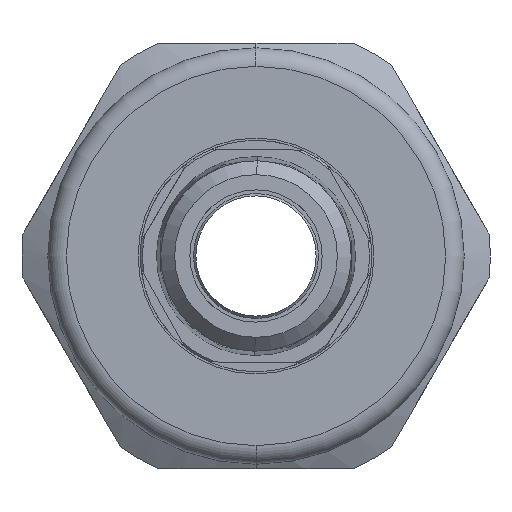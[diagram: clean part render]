
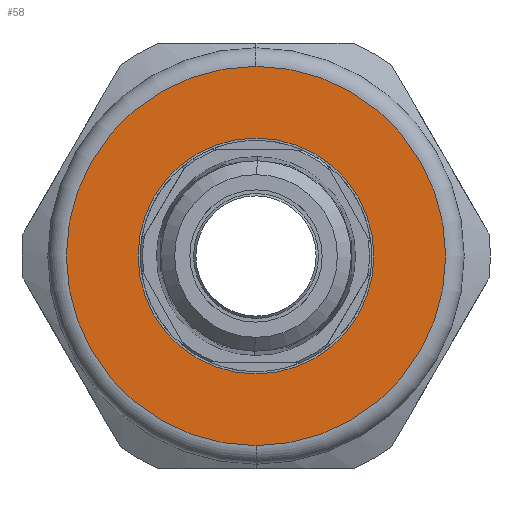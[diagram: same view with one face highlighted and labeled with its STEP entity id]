
A CAD part, left-side view. The second image highlights one B-rep face of the part: STEP entity #58.
In plain terms, the highlighted planar face has unit normal (-1, 0, 0).
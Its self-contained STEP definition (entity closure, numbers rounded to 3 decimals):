
#49 = VERTEX_POINT ( 'NONE', #2940 ) ;
#58 = ADVANCED_FACE ( 'NONE', ( #990, #544 ), #1040, .T. ) ;
#99 = ORIENTED_EDGE ( 'NONE', *, *, #2121, .T. ) ;
#187 = DIRECTION ( 'NONE',  ( 1., 0., 0. ) ) ;
#337 = CARTESIAN_POINT ( 'NONE',  ( -6.12, 0., 0. ) ) ;
#417 = CARTESIAN_POINT ( 'NONE',  ( -6.12, 0., -12.75 ) ) ;
#457 = CIRCLE ( 'NONE', #3074, 12.75 ) ;
#465 = CARTESIAN_POINT ( 'NONE',  ( -6.12, 0., 0. ) ) ;
#544 = FACE_OUTER_BOUND ( 'NONE', #2361, .T. ) ;
#553 = DIRECTION ( 'NONE',  ( -1., 0., 0. ) ) ;
#627 = CARTESIAN_POINT ( 'NONE',  ( -6.12, 0., 0. ) ) ;
#704 = DIRECTION ( 'NONE',  ( 1., 0., 0. ) ) ;
#973 = CIRCLE ( 'NONE', #1301, 12.75 ) ;
#990 = FACE_BOUND ( 'NONE', #2731, .T. ) ;
#1008 = DIRECTION ( 'NONE',  ( 0., 0., 1. ) ) ;
#1040 = PLANE ( 'NONE',  #3087 ) ;
#1144 = VERTEX_POINT ( 'NONE', #417 ) ;
#1217 = AXIS2_PLACEMENT_3D ( 'NONE', #627, #187, #1819 ) ;
#1254 = ORIENTED_EDGE ( 'NONE', *, *, #3066, .F. ) ;
#1263 = DIRECTION ( 'NONE',  ( 1., 0., 0. ) ) ;
#1301 = AXIS2_PLACEMENT_3D ( 'NONE', #2408, #1263, #1959 ) ;
#1695 = EDGE_CURVE ( 'NONE', #2442, #49, #2728, .T. ) ;
#1787 = DIRECTION ( 'NONE',  ( 0., 0., -1. ) ) ;
#1819 = DIRECTION ( 'NONE',  ( 0., 0., -1. ) ) ;
#1910 = AXIS2_PLACEMENT_3D ( 'NONE', #3020, #2744, #1787 ) ;
#1955 = CARTESIAN_POINT ( 'NONE',  ( -6.12, 0., 12.75 ) ) ;
#1959 = DIRECTION ( 'NONE',  ( 0., 0., -1. ) ) ;
#1977 = VERTEX_POINT ( 'NONE', #1955 ) ;
#2003 = EDGE_CURVE ( 'NONE', #1977, #1144, #973, .T. ) ;
#2027 = ORIENTED_EDGE ( 'NONE', *, *, #2003, .T. ) ;
#2061 = ORIENTED_EDGE ( 'NONE', *, *, #1695, .F. ) ;
#2121 = EDGE_CURVE ( 'NONE', #1144, #1977, #457, .T. ) ;
#2169 = DIRECTION ( 'NONE',  ( 0., 0., -1. ) ) ;
#2282 = CIRCLE ( 'NONE', #1910, 20.5 ) ;
#2361 = EDGE_LOOP ( 'NONE', ( #2061, #1254 ) ) ;
#2408 = CARTESIAN_POINT ( 'NONE',  ( -6.12, 0., 0. ) ) ;
#2442 = VERTEX_POINT ( 'NONE', #2685 ) ;
#2685 = CARTESIAN_POINT ( 'NONE',  ( -6.12, 0., -20.5 ) ) ;
#2728 = CIRCLE ( 'NONE', #1217, 20.5 ) ;
#2731 = EDGE_LOOP ( 'NONE', ( #99, #2027 ) ) ;
#2744 = DIRECTION ( 'NONE',  ( 1., 0., 0. ) ) ;
#2940 = CARTESIAN_POINT ( 'NONE',  ( -6.12, 0., 20.5 ) ) ;
#3020 = CARTESIAN_POINT ( 'NONE',  ( -6.12, 0., 0. ) ) ;
#3066 = EDGE_CURVE ( 'NONE', #49, #2442, #2282, .T. ) ;
#3074 = AXIS2_PLACEMENT_3D ( 'NONE', #465, #704, #2169 ) ;
#3087 = AXIS2_PLACEMENT_3D ( 'NONE', #337, #553, #1008 ) ;
